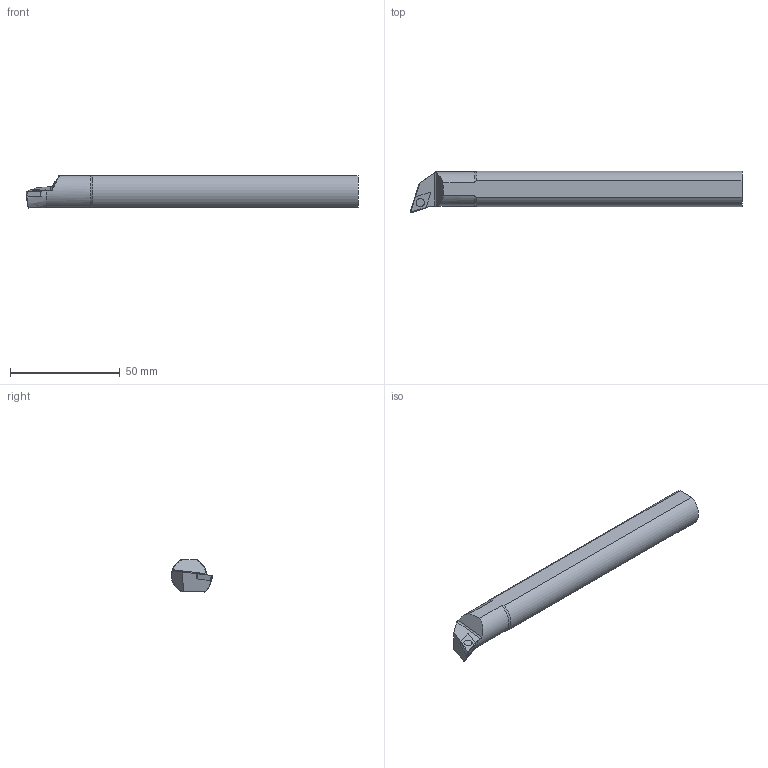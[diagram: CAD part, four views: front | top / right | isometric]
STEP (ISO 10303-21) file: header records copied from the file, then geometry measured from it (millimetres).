
FILE_DESCRIPTION(/* description */ (''),/* implementation_level */ '2;1');
FILE_NAME(/* name */ 'A16MSDQCR07_SIM.stp',/* time_stamp */ '2021-10-19T09:54:25+02:00',/* author */ (''),/* organization */ (''),/* preprocessor_version */ 'ST-DEVELOPER v16.7',/* originating_system */ 'SIEMENS PLM Software NX 12.0',/* authorisation */ '');
FILE_SCHEMA (('AUTOMOTIVE_DESIGN { 1 0 10303 214 3 1 1 1 }'));
Length unit declared in the file: millimetre
Products named in the file (1): model1
Bounding box: 151.25 x 18.99 x 14.86 mm (x, y, z)
Volume: 28522.2 mm3; surface area: 7915.4 mm2
Topology: 2 solids, 2 shells, 31 faces, 79 edges, 52 vertices
Faces by surface type: plane 15, cylinder 8, bspline 4, cone 3, torus 1
Full cylindrical faces by diameter (mm): 2.8 x1, 3.75 x1
Entity records: 1235 total; most frequent: CARTESIAN_POINT 515, ORIENTED_EDGE 152, DIRECTION 125, EDGE_CURVE 76, VERTEX_POINT 52, AXIS2_PLACEMENT_3D 46, EDGE_LOOP 36, LINE 33
